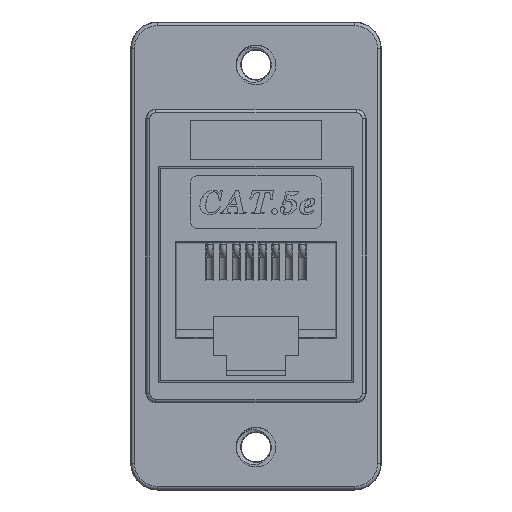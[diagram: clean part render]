
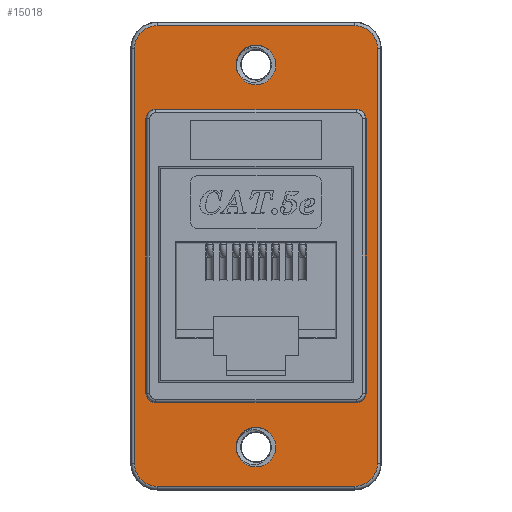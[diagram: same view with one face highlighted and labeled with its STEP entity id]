
A CAD part, front view. The second image highlights one B-rep face of the part: STEP entity #15018.
In plain terms, the highlighted planar face has unit normal (0, -1, 0).
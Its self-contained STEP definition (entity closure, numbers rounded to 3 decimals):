
#139=FACE_BOUND('',#1587,.T.);
#140=FACE_BOUND('',#1588,.T.);
#141=FACE_BOUND('',#1589,.T.);
#283=PLANE('',#15808);
#828=FACE_OUTER_BOUND('',#1586,.T.);
#1586=EDGE_LOOP('',(#10107,#10108,#10109,#10110,#10111,#10112,#10113,#10114));
#1587=EDGE_LOOP('',(#10115,#10116,#10117,#10118,#10119,#10120,#10121,#10122));
#1588=EDGE_LOOP('',(#10123));
#1589=EDGE_LOOP('',(#10124));
#2309=CIRCLE('',#15720,1.5);
#2311=CIRCLE('',#15725,1.5);
#2329=CIRCLE('',#15772,0.75);
#2330=CIRCLE('',#15775,0.75);
#2334=CIRCLE('',#15783,1.714);
#2338=CIRCLE('',#15789,1.714);
#2342=CIRCLE('',#15795,1.714);
#2346=CIRCLE('',#15801,1.714);
#2349=CIRCLE('',#15809,0.75);
#2350=CIRCLE('',#15810,0.75);
#2947=LINE('',#24571,#4541);
#2950=LINE('',#24579,#4544);
#2960=LINE('',#24605,#4554);
#2961=LINE('',#24616,#4555);
#2963=LINE('',#24628,#4557);
#2965=LINE('',#24640,#4559);
#2974=LINE('',#24665,#4568);
#2975=LINE('',#24669,#4569);
#4541=VECTOR('',#17106,10.);
#4544=VECTOR('',#17115,10.);
#4554=VECTOR('',#17133,10.);
#4555=VECTOR('',#17146,10.);
#4557=VECTOR('',#17160,10.);
#4559=VECTOR('',#17174,10.);
#4568=VECTOR('',#17203,10.);
#4569=VECTOR('',#17206,10.);
#6092=VERTEX_POINT('',#22651);
#6104=VERTEX_POINT('',#24195);
#6174=VERTEX_POINT('',#24563);
#6175=VERTEX_POINT('',#24565);
#6176=VERTEX_POINT('',#24569);
#6177=VERTEX_POINT('',#24573);
#6178=VERTEX_POINT('',#24577);
#6187=VERTEX_POINT('',#24598);
#6190=VERTEX_POINT('',#24603);
#6192=VERTEX_POINT('',#24608);
#6194=VERTEX_POINT('',#24614);
#6196=VERTEX_POINT('',#24620);
#6198=VERTEX_POINT('',#24626);
#6200=VERTEX_POINT('',#24632);
#6202=VERTEX_POINT('',#24638);
#6208=VERTEX_POINT('',#24664);
#6209=VERTEX_POINT('',#24666);
#6210=VERTEX_POINT('',#24668);
#7557=EDGE_CURVE('',#6092,#6092,#2309,.T.);
#7578=EDGE_CURVE('',#6104,#6104,#2311,.T.);
#7683=EDGE_CURVE('',#6174,#6175,#2329,.F.);
#7686=EDGE_CURVE('',#6176,#6174,#2947,.T.);
#7688=EDGE_CURVE('',#6177,#6176,#2330,.F.);
#7690=EDGE_CURVE('',#6178,#6177,#2950,.T.);
#7702=EDGE_CURVE('',#6190,#6187,#2960,.T.);
#7704=EDGE_CURVE('',#6192,#6190,#2334,.T.);
#7707=EDGE_CURVE('',#6194,#6192,#2961,.T.);
#7710=EDGE_CURVE('',#6196,#6194,#2338,.T.);
#7713=EDGE_CURVE('',#6198,#6196,#2963,.T.);
#7716=EDGE_CURVE('',#6200,#6198,#2342,.T.);
#7719=EDGE_CURVE('',#6202,#6200,#2965,.T.);
#7722=EDGE_CURVE('',#6187,#6202,#2346,.T.);
#7732=EDGE_CURVE('',#6175,#6208,#2974,.T.);
#7733=EDGE_CURVE('',#6209,#6178,#2349,.F.);
#7734=EDGE_CURVE('',#6210,#6209,#2975,.T.);
#7735=EDGE_CURVE('',#6208,#6210,#2350,.F.);
#10107=ORIENTED_EDGE('',*,*,#7702,.F.);
#10108=ORIENTED_EDGE('',*,*,#7704,.F.);
#10109=ORIENTED_EDGE('',*,*,#7707,.F.);
#10110=ORIENTED_EDGE('',*,*,#7710,.F.);
#10111=ORIENTED_EDGE('',*,*,#7713,.F.);
#10112=ORIENTED_EDGE('',*,*,#7716,.F.);
#10113=ORIENTED_EDGE('',*,*,#7719,.F.);
#10114=ORIENTED_EDGE('',*,*,#7722,.F.);
#10115=ORIENTED_EDGE('',*,*,#7732,.F.);
#10116=ORIENTED_EDGE('',*,*,#7683,.F.);
#10117=ORIENTED_EDGE('',*,*,#7686,.F.);
#10118=ORIENTED_EDGE('',*,*,#7688,.F.);
#10119=ORIENTED_EDGE('',*,*,#7690,.F.);
#10120=ORIENTED_EDGE('',*,*,#7733,.F.);
#10121=ORIENTED_EDGE('',*,*,#7734,.F.);
#10122=ORIENTED_EDGE('',*,*,#7735,.F.);
#10123=ORIENTED_EDGE('',*,*,#7557,.T.);
#10124=ORIENTED_EDGE('',*,*,#7578,.T.);
#15018=ADVANCED_FACE('',(#828,#139,#140,#141),#283,.T.);
#15720=AXIS2_PLACEMENT_3D('',#22652,#16931,#16932);
#15725=AXIS2_PLACEMENT_3D('',#24196,#16941,#16942);
#15772=AXIS2_PLACEMENT_3D('',#24566,#17100,#17101);
#15775=AXIS2_PLACEMENT_3D('',#24575,#17110,#17111);
#15783=AXIS2_PLACEMENT_3D('',#24610,#17138,#17139);
#15789=AXIS2_PLACEMENT_3D('',#24622,#17152,#17153);
#15795=AXIS2_PLACEMENT_3D('',#24634,#17166,#17167);
#15801=AXIS2_PLACEMENT_3D('',#24644,#17180,#17181);
#15808=AXIS2_PLACEMENT_3D('',#24663,#17201,#17202);
#15809=AXIS2_PLACEMENT_3D('',#24667,#17204,#17205);
#15810=AXIS2_PLACEMENT_3D('',#24670,#17207,#17208);
#16931=DIRECTION('center_axis',(0.,1.,0.));
#16932=DIRECTION('ref_axis',(0.,0.,
-1.));
#16941=DIRECTION('center_axis',(0.,1.,0.));
#16942=DIRECTION('ref_axis',(0.,0.,
-1.));
#17100=DIRECTION('center_axis',(0.,1.,0.));
#17101=DIRECTION('ref_axis',(0.707,0.,0.707));
#17106=DIRECTION('',(0.,0.,1.));
#17110=DIRECTION('center_axis',(0.,1.,0.));
#17111=DIRECTION('ref_axis',(0.707,0.,-0.707));
#17115=DIRECTION('',(1.,0.,0.));
#17133=DIRECTION('',(-1.,0.,0.));
#17138=DIRECTION('center_axis',(0.,1.,0.));
#17139=DIRECTION('ref_axis',(0.707,0.,-0.707));
#17146=DIRECTION('',(0.,0.,-1.));
#17152=DIRECTION('center_axis',(0.,1.,0.));
#17153=DIRECTION('ref_axis',(0.707,0.,0.707));
#17160=DIRECTION('',(1.,0.,0.));
#17166=DIRECTION('center_axis',(0.,1.,0.));
#17167=DIRECTION('ref_axis',(-0.707,0.,0.707));
#17174=DIRECTION('',(0.,0.,1.));
#17180=DIRECTION('center_axis',(0.,1.,0.));
#17181=DIRECTION('ref_axis',(-0.707,0.,-0.707));
#17201=DIRECTION('center_axis',(0.,-1.,0.));
#17202=DIRECTION('ref_axis',(0.,0.,
-1.));
#17203=DIRECTION('',(-1.,0.,0.));
#17204=DIRECTION('center_axis',(0.,1.,0.));
#17205=DIRECTION('ref_axis',(-0.707,0.,-0.707));
#17206=DIRECTION('',(0.,0.,-1.));
#17207=DIRECTION('center_axis',(0.,1.,0.));
#17208=DIRECTION('ref_axis',(-0.707,0.,0.707));
#22651=CARTESIAN_POINT('',(1.5,2.8,15.9));
#22652=CARTESIAN_POINT('Origin',(0.,2.8,15.9));
#24195=CARTESIAN_POINT('',(1.5,2.8,-13.1));
#24196=CARTESIAN_POINT('Origin',(0.,2.8,-13.1));
#24563=CARTESIAN_POINT('',(8.35,2.8,11.8));
#24565=CARTESIAN_POINT('',(7.6,2.8,12.55));
#24566=CARTESIAN_POINT('Origin',(7.6,2.8,11.8));
#24569=CARTESIAN_POINT('',(8.35,2.8,-9.));
#24571=CARTESIAN_POINT('',(8.35,2.8,6.975));
#24573=CARTESIAN_POINT('',(7.6,2.8,-9.75));
#24575=CARTESIAN_POINT('Origin',(7.6,2.8,-9.));
#24577=CARTESIAN_POINT('',(-7.6,2.8,-9.75));
#24579=CARTESIAN_POINT('',(4.175,2.8,-9.75));
#24598=CARTESIAN_POINT('',(-7.5,2.8,-16.064));
#24603=CARTESIAN_POINT('',(7.5,2.8,-16.064));
#24605=CARTESIAN_POINT('',(4.75,2.8,-16.064));
#24608=CARTESIAN_POINT('',(9.214,2.8,-14.35));
#24610=CARTESIAN_POINT('Origin',(7.5,2.8,-14.35));
#24614=CARTESIAN_POINT('',(9.214,2.8,17.15));
#24616=CARTESIAN_POINT('',(9.214,2.8,10.275));
#24620=CARTESIAN_POINT('',(7.5,2.8,18.864));
#24622=CARTESIAN_POINT('Origin',(7.5,2.8,17.15));
#24626=CARTESIAN_POINT('',(-7.5,2.8,18.864));
#24628=CARTESIAN_POINT('',(-4.75,2.8,18.864));
#24632=CARTESIAN_POINT('',(-9.214,2.8,17.15));
#24634=CARTESIAN_POINT('Origin',(-7.5,2.8,17.15));
#24638=CARTESIAN_POINT('',(-9.214,2.8,-14.35));
#24640=CARTESIAN_POINT('',(-9.214,2.8,-7.475));
#24644=CARTESIAN_POINT('Origin',(-7.5,2.8,-14.35));
#24663=CARTESIAN_POINT('Origin',(0.,2.8,1.4));
#24664=CARTESIAN_POINT('',(-7.6,2.8,12.55));
#24665=CARTESIAN_POINT('',(-4.175,2.8,12.55));
#24666=CARTESIAN_POINT('',(-8.35,2.8,-9.));
#24667=CARTESIAN_POINT('Origin',(-7.6,2.8,-9.));
#24668=CARTESIAN_POINT('',(-8.35,2.8,11.8));
#24669=CARTESIAN_POINT('',(-8.35,2.8,-4.175));
#24670=CARTESIAN_POINT('Origin',(-7.6,2.8,11.8));
